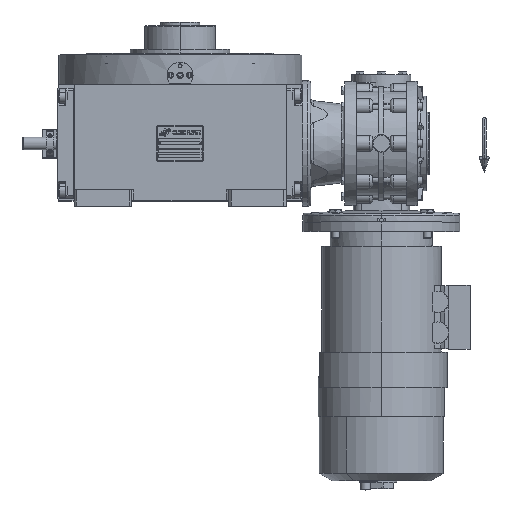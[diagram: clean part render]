
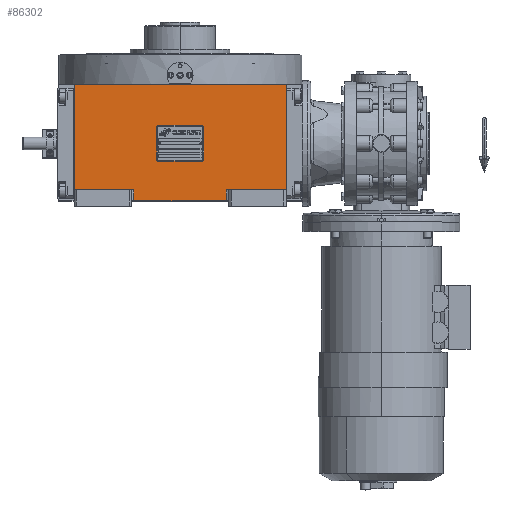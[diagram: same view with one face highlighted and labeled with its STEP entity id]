
A CAD part, top view. The second image highlights one B-rep face of the part: STEP entity #86302.
In plain terms, the highlighted planar face has unit normal (0, 0, 1).
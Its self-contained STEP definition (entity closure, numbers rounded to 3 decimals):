
#1336 = ORIENTED_EDGE ( 'NONE', *, *, #65316, .F. ) ;
#4036 = LINE ( 'NONE', #12203, #13925 ) ;
#5045 = LINE ( 'NONE', #84005, #108666 ) ;
#5353 = CARTESIAN_POINT ( 'NONE',  ( -135., 75., 226. ) ) ;
#6317 = VECTOR ( 'NONE', #101465, 1000. ) ;
#9699 = CARTESIAN_POINT ( 'NONE',  ( -59., -59., 226. ) ) ;
#12203 = CARTESIAN_POINT ( 'NONE',  ( -59., -73., 226. ) ) ;
#13925 = VECTOR ( 'NONE', #14371, 1000. ) ;
#14034 = VECTOR ( 'NONE', #117418, 1000. ) ;
#14371 = DIRECTION ( 'NONE',  ( 0., 1., 0. ) ) ;
#15182 = DIRECTION ( 'NONE',  ( 0., 1., 0. ) ) ;
#16646 = ORIENTED_EDGE ( 'NONE', *, *, #32870, .F. ) ;
#21441 = VERTEX_POINT ( 'NONE', #100484 ) ;
#24138 = VERTEX_POINT ( 'NONE', #40503 ) ;
#29888 = VERTEX_POINT ( 'NONE', #9699 ) ;
#30820 = EDGE_CURVE ( 'NONE', #111928, #62314, #104504, .T. ) ;
#31532 = ORIENTED_EDGE ( 'NONE', *, *, #34135, .F. ) ;
#32832 = CARTESIAN_POINT ( 'NONE',  ( 135., -59., 226. ) ) ;
#32870 = EDGE_CURVE ( 'NONE', #136706, #62314, #126322, .T. ) ;
#34135 = EDGE_CURVE ( 'NONE', #69017, #29888, #4036, .T. ) ;
#39989 = EDGE_CURVE ( 'NONE', #24138, #29888, #125036, .T. ) ;
#40503 = CARTESIAN_POINT ( 'NONE',  ( -135., -59., 226. ) ) ;
#40807 = VECTOR ( 'NONE', #102008, 1000. ) ;
#43025 = LINE ( 'NONE', #76984, #40807 ) ;
#43788 = FACE_OUTER_BOUND ( 'NONE', #116231, .T. ) ;
#43859 = VERTEX_POINT ( 'NONE', #77621 ) ;
#46696 = AXIS2_PLACEMENT_3D ( 'NONE', #78483, #88777, #113831 ) ;
#48422 = CARTESIAN_POINT ( 'NONE',  ( 135., -59., 226. ) ) ;
#48566 = DIRECTION ( 'NONE',  ( 0., 1., 0. ) ) ;
#49462 = CARTESIAN_POINT ( 'NONE',  ( 59., -59., 226. ) ) ;
#50756 = CARTESIAN_POINT ( 'NONE',  ( -135., -59., 226. ) ) ;
#61175 = EDGE_CURVE ( 'NONE', #24138, #136706, #117136, .T. ) ;
#62314 = VERTEX_POINT ( 'NONE', #97554 ) ;
#63644 = EDGE_CURVE ( 'NONE', #43859, #111928, #138707, .T. ) ;
#65316 = EDGE_CURVE ( 'NONE', #43859, #21441, #5045, .T. ) ;
#69017 = VERTEX_POINT ( 'NONE', #91806 ) ;
#76984 = CARTESIAN_POINT ( 'NONE',  ( -59., -73., 226. ) ) ;
#77621 = CARTESIAN_POINT ( 'NONE',  ( 59., -59., 226. ) ) ;
#78483 = CARTESIAN_POINT ( 'NONE',  ( -135., -73., 226. ) ) ;
#78679 = ORIENTED_EDGE ( 'NONE', *, *, #123948, .T. ) ;
#83784 = ORIENTED_EDGE ( 'NONE', *, *, #63644, .T. ) ;
#84005 = CARTESIAN_POINT ( 'NONE',  ( 59., -59., 226. ) ) ;
#86302 = ADVANCED_FACE ( 'NONE', ( #43788 ), #102049, .T. ) ;
#88777 = DIRECTION ( 'NONE',  ( 0., 0., 1. ) ) ;
#91806 = CARTESIAN_POINT ( 'NONE',  ( -59., -73., 226. ) ) ;
#94688 = ORIENTED_EDGE ( 'NONE', *, *, #30820, .T. ) ;
#97554 = CARTESIAN_POINT ( 'NONE',  ( 135., 75., 226. ) ) ;
#100484 = CARTESIAN_POINT ( 'NONE',  ( 59., -73., 226. ) ) ;
#101465 = DIRECTION ( 'NONE',  ( 1., 0., 0. ) ) ;
#102008 = DIRECTION ( 'NONE',  ( 1., 0., 0. ) ) ;
#102049 = PLANE ( 'NONE',  #46696 ) ;
#104504 = LINE ( 'NONE', #48422, #145599 ) ;
#105510 = VECTOR ( 'NONE', #48566, 1000. ) ;
#106361 = CARTESIAN_POINT ( 'NONE',  ( -135., 75., 226. ) ) ;
#108666 = VECTOR ( 'NONE', #128963, 1000. ) ;
#111928 = VERTEX_POINT ( 'NONE', #32832 ) ;
#113831 = DIRECTION ( 'NONE',  ( 1., 0., 0. ) ) ;
#116231 = EDGE_LOOP ( 'NONE', ( #78679, #1336, #83784, #94688, #16646, #138006, #125878, #31532 ) ) ;
#117136 = LINE ( 'NONE', #50756, #105510 ) ;
#117418 = DIRECTION ( 'NONE',  ( 1., 0., 0. ) ) ;
#123948 = EDGE_CURVE ( 'NONE', #69017, #21441, #43025, .T. ) ;
#125036 = LINE ( 'NONE', #137535, #6317 ) ;
#125878 = ORIENTED_EDGE ( 'NONE', *, *, #39989, .T. ) ;
#126322 = LINE ( 'NONE', #106361, #14034 ) ;
#128963 = DIRECTION ( 'NONE',  ( 0., -1., 0. ) ) ;
#129621 = VECTOR ( 'NONE', #139465, 1000. ) ;
#136706 = VERTEX_POINT ( 'NONE', #5353 ) ;
#137535 = CARTESIAN_POINT ( 'NONE',  ( -135., -59., 226. ) ) ;
#138006 = ORIENTED_EDGE ( 'NONE', *, *, #61175, .F. ) ;
#138707 = LINE ( 'NONE', #49462, #129621 ) ;
#139465 = DIRECTION ( 'NONE',  ( 1., 0., 0. ) ) ;
#145599 = VECTOR ( 'NONE', #15182, 1000. ) ;
